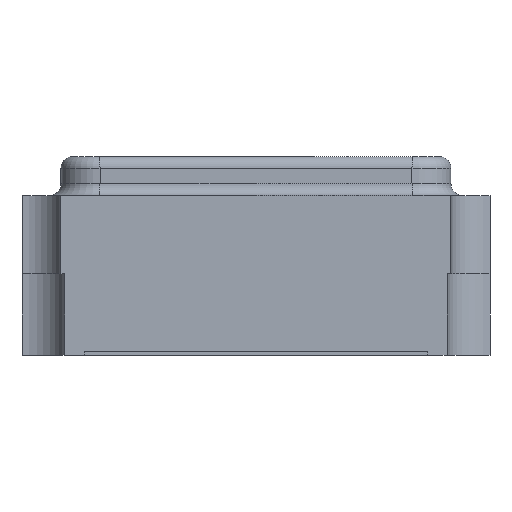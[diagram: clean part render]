
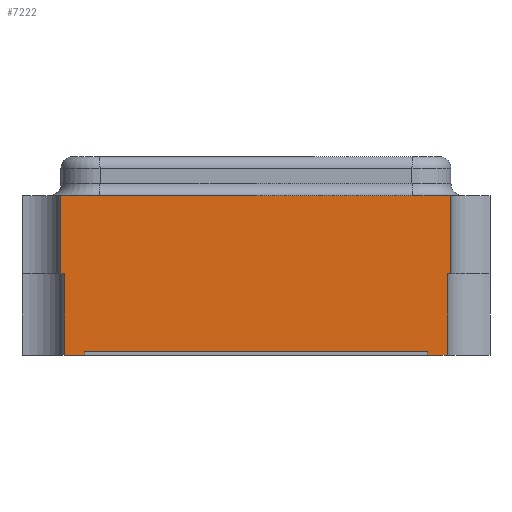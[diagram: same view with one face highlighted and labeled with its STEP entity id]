
A CAD part, left-side view. The second image highlights one B-rep face of the part: STEP entity #7222.
In plain terms, the highlighted planar face has unit normal (-1, 0, 0).
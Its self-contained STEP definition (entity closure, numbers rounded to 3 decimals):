
#160=DIRECTION('',(0.,-1.,0.));
#161=VECTOR('',#160,0.88);
#162=CARTESIAN_POINT('',(-1.,0.44,0.));
#163=LINE('',#162,#161);
#300=DIRECTION('',(0.,0.,-1.));
#301=VECTOR('',#300,0.21);
#302=CARTESIAN_POINT('',(-1.,0.49,0.2));
#303=LINE('',#302,#301);
#314=DIRECTION('',(0.,0.,-1.));
#315=VECTOR('',#314,0.01);
#316=CARTESIAN_POINT('',(-1.,0.44,0.));
#317=LINE('',#316,#315);
#321=DIRECTION('',(0.,-1.,0.));
#322=VECTOR('',#321,0.01);
#323=CARTESIAN_POINT('',(-1.,0.5,0.2));
#324=LINE('',#323,#322);
#328=DIRECTION('',(0.,0.,1.));
#329=VECTOR('',#328,0.2);
#330=CARTESIAN_POINT('',(-1.,0.5,0.2));
#331=LINE('',#330,#329);
#335=DIRECTION('',(0.,-1.,0.));
#336=VECTOR('',#335,0.01);
#337=CARTESIAN_POINT('',(-1.,-0.49,0.2));
#338=LINE('',#337,#336);
#342=DIRECTION('',(0.,0.,-1.));
#343=VECTOR('',#342,0.21);
#344=CARTESIAN_POINT('',(-1.,-0.49,0.2));
#345=LINE('',#344,#343);
#363=DIRECTION('',(0.,0.,-1.));
#364=VECTOR('',#363,0.01);
#365=CARTESIAN_POINT('',(-1.,-0.44,0.));
#366=LINE('',#365,#364);
#499=DIRECTION('',(0.,1.,0.));
#500=VECTOR('',#499,0.05);
#501=CARTESIAN_POINT('',(-1.,0.44,-0.01));
#502=LINE('',#501,#500);
#527=DIRECTION('',(0.,1.,0.));
#528=VECTOR('',#527,0.05);
#529=CARTESIAN_POINT('',(-1.,-0.49,-0.01));
#530=LINE('',#529,#528);
#687=DIRECTION('',(0.,0.,1.));
#688=VECTOR('',#687,0.2);
#689=CARTESIAN_POINT('',(-1.,-0.5,0.2));
#690=LINE('',#689,#688);
#709=DIRECTION('',(0.,-1.,0.));
#710=VECTOR('',#709,1.);
#711=CARTESIAN_POINT('',(-1.,0.5,0.4));
#712=LINE('',#711,#710);
#5827=CARTESIAN_POINT('',(-1.,0.5,0.4));
#5828=VERTEX_POINT('',#5827);
#5829=CARTESIAN_POINT('',(-1.,-0.5,0.4));
#5830=VERTEX_POINT('',#5829);
#5919=CARTESIAN_POINT('',(-1.,0.5,0.2));
#5920=VERTEX_POINT('',#5919);
#5921=CARTESIAN_POINT('',(-1.,0.49,0.2));
#5922=VERTEX_POINT('',#5921);
#5923=CARTESIAN_POINT('',(-1.,-0.49,0.2));
#5924=CARTESIAN_POINT('',(-1.,-0.5,0.2));
#5925=VERTEX_POINT('',#5923);
#5926=VERTEX_POINT('',#5924);
#5969=CARTESIAN_POINT('',(-1.,-0.49,-0.01));
#5970=VERTEX_POINT('',#5969);
#5971=CARTESIAN_POINT('',(-1.,-0.44,-0.01));
#5972=VERTEX_POINT('',#5971);
#5977=CARTESIAN_POINT('',(-1.,0.44,-0.01));
#5978=VERTEX_POINT('',#5977);
#5979=CARTESIAN_POINT('',(-1.,0.49,-0.01));
#5980=VERTEX_POINT('',#5979);
#6017=CARTESIAN_POINT('',(-1.,-0.44,0.));
#6019=VERTEX_POINT('',#6017);
#6023=CARTESIAN_POINT('',(-1.,0.44,0.));
#6024=VERTEX_POINT('',#6023);
#7193=CARTESIAN_POINT('',(-1.,0.5,0.));
#7194=DIRECTION('',(-1.,0.,0.));
#7195=DIRECTION('',(0.,-1.,0.));
#7196=AXIS2_PLACEMENT_3D('',#7193,#7194,#7195);
#7197=PLANE('',#7196);
#7198=ORIENTED_EDGE('',*,*,#6960,.F.);
#7200=ORIENTED_EDGE('',*,*,#7199,.T.);
#7202=ORIENTED_EDGE('',*,*,#7201,.T.);
#7203=ORIENTED_EDGE('',*,*,#7171,.F.);
#7205=ORIENTED_EDGE('',*,*,#7204,.F.);
#7207=ORIENTED_EDGE('',*,*,#7206,.T.);
#7209=ORIENTED_EDGE('',*,*,#7208,.T.);
#7211=ORIENTED_EDGE('',*,*,#7210,.F.);
#7213=ORIENTED_EDGE('',*,*,#7212,.F.);
#7215=ORIENTED_EDGE('',*,*,#7214,.T.);
#7217=ORIENTED_EDGE('',*,*,#7216,.T.);
#7219=ORIENTED_EDGE('',*,*,#7218,.F.);
#7220=EDGE_LOOP('',(#7198,#7200,#7202,#7203,#7205,#7207,#7209,#7211,#7213,#7215,
#7217,#7219));
#7221=FACE_OUTER_BOUND('',#7220,.F.);
#6960=EDGE_CURVE('',#6024,#6019,#163,.T.);
#7171=EDGE_CURVE('',#5922,#5980,#303,.T.);
#7199=EDGE_CURVE('',#6024,#5978,#317,.T.);
#7201=EDGE_CURVE('',#5978,#5980,#502,.T.);
#7204=EDGE_CURVE('',#5920,#5922,#324,.T.);
#7206=EDGE_CURVE('',#5920,#5828,#331,.T.);
#7208=EDGE_CURVE('',#5828,#5830,#712,.T.);
#7210=EDGE_CURVE('',#5926,#5830,#690,.T.);
#7212=EDGE_CURVE('',#5925,#5926,#338,.T.);
#7214=EDGE_CURVE('',#5925,#5970,#345,.T.);
#7216=EDGE_CURVE('',#5970,#5972,#530,.T.);
#7218=EDGE_CURVE('',#6019,#5972,#366,.T.);
#7222=ADVANCED_FACE('',(#7221),#7197,.T.);
